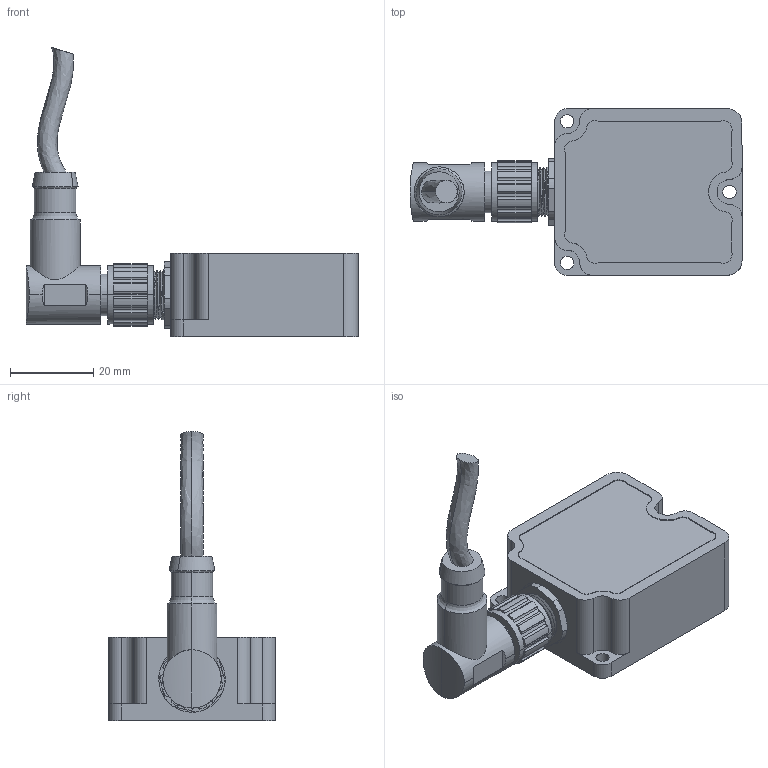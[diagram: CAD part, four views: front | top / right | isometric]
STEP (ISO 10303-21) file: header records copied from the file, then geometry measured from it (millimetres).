
FILE_DESCRIPTION (( 'STEP AP214' ), '1' );
FILE_NAME ('HI14XXX_3D俔芛.STEP', '2023-08-17T09:46:03', ( '' ), ( '' ), 'SwSTEP 2.0', 'SolidWorks 2016', '' );
FILE_SCHEMA (( 'AUTOMOTIVE_DESIGN' ));
Length unit declared in the file: millimetre
Products named in the file (1): HI14XXX_3D俔芛
Bounding box: 79.75 x 40 x 69.45 mm (x, y, z)
Volume: 18843.7 mm3; surface area: 18669 mm2
Topology: 4 solids, 4 shells, 402 faces, 1076 edges, 696 vertices
Faces by surface type: cylinder 216, plane 143, cone 22, torus 14, bspline 7
Entity records: 19321 total; most frequent: CARTESIAN_POINT 4640, DIRECTION 2222, ORIENTED_EDGE 2124, EDGE_CURVE 1062, AXIS2_PLACEMENT_3D 843, VERTEX_POINT 696, LINE 536, VECTOR 536
